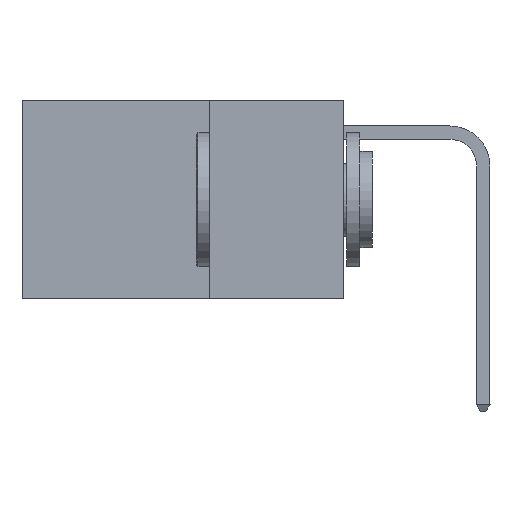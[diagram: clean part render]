
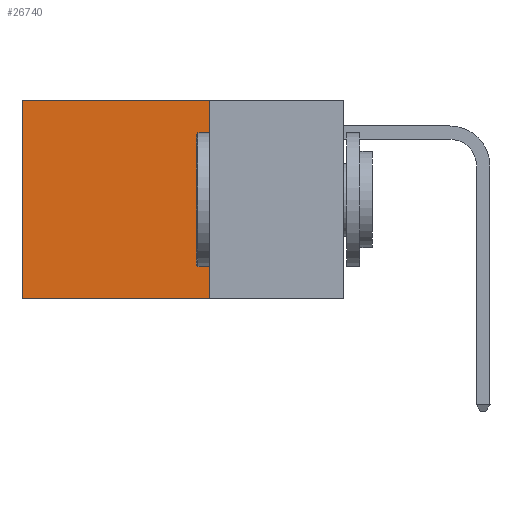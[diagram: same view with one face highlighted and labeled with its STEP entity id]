
A CAD part, left-side view. The second image highlights one B-rep face of the part: STEP entity #26740.
In plain terms, the highlighted planar face has unit normal (-1, 0, 0).
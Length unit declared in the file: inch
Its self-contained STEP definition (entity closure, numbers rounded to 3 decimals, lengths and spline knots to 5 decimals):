
#229 = CARTESIAN_POINT ( 'NONE',  ( 0.2625, 0.6, 0. ) ) ;
#1480 = VECTOR ( 'NONE', #2994, 39.37008 ) ;
#1609 = DIRECTION ( 'NONE',  ( 0., 1., 0. ) ) ;
#1728 = FACE_OUTER_BOUND ( 'NONE', #28577, .T. ) ;
#2994 = DIRECTION ( 'NONE',  ( 0., 0., -1. ) ) ;
#3806 = CARTESIAN_POINT ( 'NONE',  ( 0.2625, 0.25, 0. ) ) ;
#4503 = CARTESIAN_POINT ( 'NONE',  ( 0.2625, 0.25, -0.37 ) ) ;
#4541 = CARTESIAN_POINT ( 'NONE',  ( 0.2625, 0.25, 0. ) ) ;
#5770 = VECTOR ( 'NONE', #11002, 39.37008 ) ;
#8879 = EDGE_CURVE ( 'NONE', #18704, #28194, #30272, .T. ) ;
#9665 = CARTESIAN_POINT ( 'NONE',  ( 0.2625, 0.25, -0.37 ) ) ;
#10468 = VERTEX_POINT ( 'NONE', #24625 ) ;
#10998 = ORIENTED_EDGE ( 'NONE', *, *, #17536, .F. ) ;
#11002 = DIRECTION ( 'NONE',  ( 0., 0., -1. ) ) ;
#11154 = ORIENTED_EDGE ( 'NONE', *, *, #27225, .F. ) ;
#11659 = PLANE ( 'NONE',  #14649 ) ;
#13483 = DIRECTION ( 'NONE',  ( 0., 1., 0. ) ) ;
#13831 = DIRECTION ( 'NONE',  ( 1., 0., 0. ) ) ;
#13899 = VECTOR ( 'NONE', #1609, 39.37008 ) ;
#14649 = AXIS2_PLACEMENT_3D ( 'NONE', #4541, #13831, #23187 ) ;
#15457 = ORIENTED_EDGE ( 'NONE', *, *, #8879, .T. ) ;
#17536 = EDGE_CURVE ( 'NONE', #18704, #28842, #28090, .T. ) ;
#18704 = VERTEX_POINT ( 'NONE', #27457 ) ;
#19183 = ORIENTED_EDGE ( 'NONE', *, *, #20680, .T. ) ;
#20241 = LINE ( 'NONE', #27672, #5770 ) ;
#20680 = EDGE_CURVE ( 'NONE', #28194, #10468, #20241, .T. ) ;
#23187 = DIRECTION ( 'NONE',  ( 0., 0., -1. ) ) ;
#23308 = LINE ( 'NONE', #4503, #25994 ) ;
#24625 = CARTESIAN_POINT ( 'NONE',  ( 0.2625, 0.6, -0.37 ) ) ;
#25584 = CARTESIAN_POINT ( 'NONE',  ( 0.2625, 0.25, 0. ) ) ;
#25994 = VECTOR ( 'NONE', #13483, 39.37008 ) ;
#26740 = ADVANCED_FACE ( 'NONE', ( #1728 ), #11659, .F. ) ;
#27225 = EDGE_CURVE ( 'NONE', #28842, #10468, #23308, .T. ) ;
#27457 = CARTESIAN_POINT ( 'NONE',  ( 0.2625, 0.25, 0. ) ) ;
#27672 = CARTESIAN_POINT ( 'NONE',  ( 0.2625, 0.6, 0. ) ) ;
#28090 = LINE ( 'NONE', #25584, #1480 ) ;
#28194 = VERTEX_POINT ( 'NONE', #229 ) ;
#28577 = EDGE_LOOP ( 'NONE', ( #19183, #11154, #10998, #15457 ) ) ;
#28842 = VERTEX_POINT ( 'NONE', #9665 ) ;
#30272 = LINE ( 'NONE', #3806, #13899 ) ;
